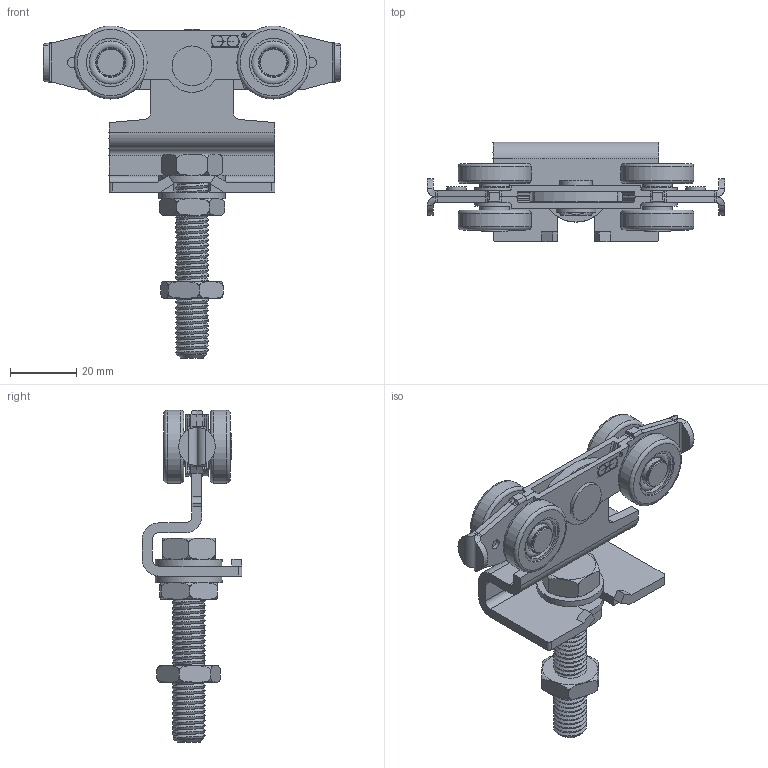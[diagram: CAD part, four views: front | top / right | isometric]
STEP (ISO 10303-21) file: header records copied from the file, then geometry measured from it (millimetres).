
FILE_DESCRIPTION(/* description */ (''),/* implementation_level */ '2;1');
FILE_NAME(/* name */ '9212N.stp',/* time_stamp */ '2017-10-24T08:46:48+02:00',/* author */ ('Giuliano'),/* organization */ (''),/* preprocessor_version */ 'ST-DEVELOPER v16.5',/* originating_system */ 'Autodesk Inventor 2017',/* authorisation */ '');
FILE_SCHEMA (('AUTOMOTIVE_DESIGN { 1 0 10303 214 3 1 1 }'));
Length unit declared in the file: millimetre
Products named in the file (1): Pièce1
Bounding box: 89.6 x 30 x 100 mm (x, y, z)
Volume: 14544 mm3; surface area: 25892.3 mm2
Topology: 3 solids, 4 shells, 550 faces, 1324 edges, 838 vertices
Faces by surface type: plane 266, cylinder 174, bspline 57, torus 30, cone 15, sphere 8
Full cylindrical faces by diameter (mm): 1.342 x1, 1.458 x1, 3 x2, 4.3 x2, 5.9 x2, 6 x6, 6.2 x4, 8 x2, 9 x10, 9.2 x4, 9.9 x1, 10.2 x3, 10.4 x2, 12 x5, 13 x8, 14.597 x8, 20.1 x2, 22 x4
Entity records: 23477 total; most frequent: CARTESIAN_POINT 10757, ORIENTED_EDGE 2398, DIRECTION 2377, EDGE_CURVE 1199, AXIS2_PLACEMENT_3D 854, VERTEX_POINT 826, EDGE_LOOP 733, LINE 669
